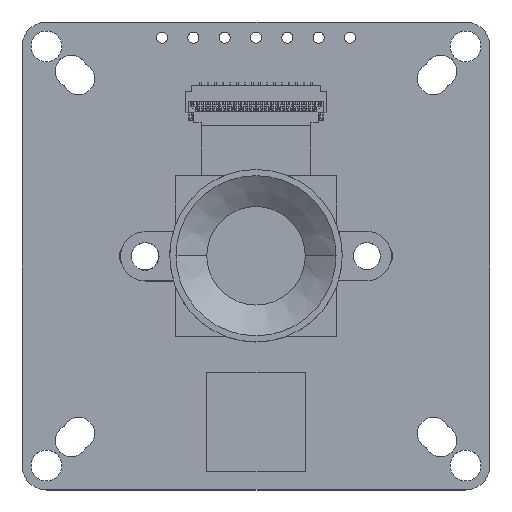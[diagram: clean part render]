
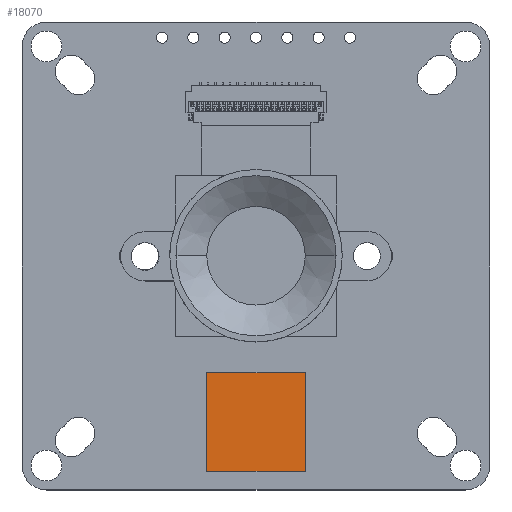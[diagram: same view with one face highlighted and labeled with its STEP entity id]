
A CAD part, top view. The second image highlights one B-rep face of the part: STEP entity #18070.
In plain terms, the highlighted planar face has unit normal (0, 0, 1).
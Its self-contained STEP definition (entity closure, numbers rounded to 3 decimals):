
#2299 = EDGE_CURVE ( 'NONE', #290570, #56403, #210542, .T. ) ;
#18070 = ADVANCED_FACE ( 'NONE', ( #55921 ), #285387, .T. ) ;
#46187 = EDGE_CURVE ( 'NONE', #228744, #55372, #298544, .T. ) ;
#55372 = VERTEX_POINT ( 'NONE', #193385 ) ;
#55921 = FACE_OUTER_BOUND ( 'NONE', #171331, .T. ) ;
#56403 = VERTEX_POINT ( 'NONE', #101830 ) ;
#58927 = DIRECTION ( 'NONE',  ( 1., 0., 0. ) ) ;
#59672 = CARTESIAN_POINT ( 'NONE',  ( 9.1, -28.02, 1.5 ) ) ;
#77231 = LINE ( 'NONE', #258026, #273860 ) ;
#82705 = CARTESIAN_POINT ( 'NONE',  ( 1.1, -20.02, 1.5 ) ) ;
#90439 = CARTESIAN_POINT ( 'NONE',  ( 9.1, -20.02, 1.5 ) ) ;
#96974 = VECTOR ( 'NONE', #108705, 1000. ) ;
#101830 = CARTESIAN_POINT ( 'NONE',  ( 1.1, -28.02, 1.5 ) ) ;
#108705 = DIRECTION ( 'NONE',  ( 0., 1., 0. ) ) ;
#110317 = EDGE_CURVE ( 'NONE', #56403, #228744, #77231, .T. ) ;
#121308 = DIRECTION ( 'NONE',  ( 1., 0., 0. ) ) ;
#139269 = EDGE_CURVE ( 'NONE', #55372, #290570, #262011, .T. ) ;
#140575 = CARTESIAN_POINT ( 'NONE',  ( 1.1, -20.02, 1.5 ) ) ;
#151612 = CARTESIAN_POINT ( 'NONE',  ( 0., 0., 1.5 ) ) ;
#154543 = ORIENTED_EDGE ( 'NONE', *, *, #2299, .T. ) ;
#158612 = CARTESIAN_POINT ( 'NONE',  ( 1.1, -20.02, 1.5 ) ) ;
#169910 = DIRECTION ( 'NONE',  ( 0., 0., 1. ) ) ;
#171331 = EDGE_LOOP ( 'NONE', ( #292873, #285629, #154543, #267614 ) ) ;
#175257 = DIRECTION ( 'NONE',  ( -1., 0., 0. ) ) ;
#193385 = CARTESIAN_POINT ( 'NONE',  ( 9.1, -20.02, 1.5 ) ) ;
#210542 = LINE ( 'NONE', #140575, #216256 ) ;
#212040 = DIRECTION ( 'NONE',  ( 0., -1., 0. ) ) ;
#216256 = VECTOR ( 'NONE', #212040, 1000. ) ;
#228744 = VERTEX_POINT ( 'NONE', #59672 ) ;
#229756 = AXIS2_PLACEMENT_3D ( 'NONE', #151612, #169910, #58927 ) ;
#232401 = VECTOR ( 'NONE', #175257, 1000. ) ;
#258026 = CARTESIAN_POINT ( 'NONE',  ( 1.1, -28.02, 1.5 ) ) ;
#262011 = LINE ( 'NONE', #82705, #232401 ) ;
#267614 = ORIENTED_EDGE ( 'NONE', *, *, #110317, .T. ) ;
#273860 = VECTOR ( 'NONE', #121308, 1000. ) ;
#285387 = PLANE ( 'NONE',  #229756 ) ;
#285629 = ORIENTED_EDGE ( 'NONE', *, *, #139269, .T. ) ;
#290570 = VERTEX_POINT ( 'NONE', #158612 ) ;
#292873 = ORIENTED_EDGE ( 'NONE', *, *, #46187, .T. ) ;
#298544 = LINE ( 'NONE', #90439, #96974 ) ;
